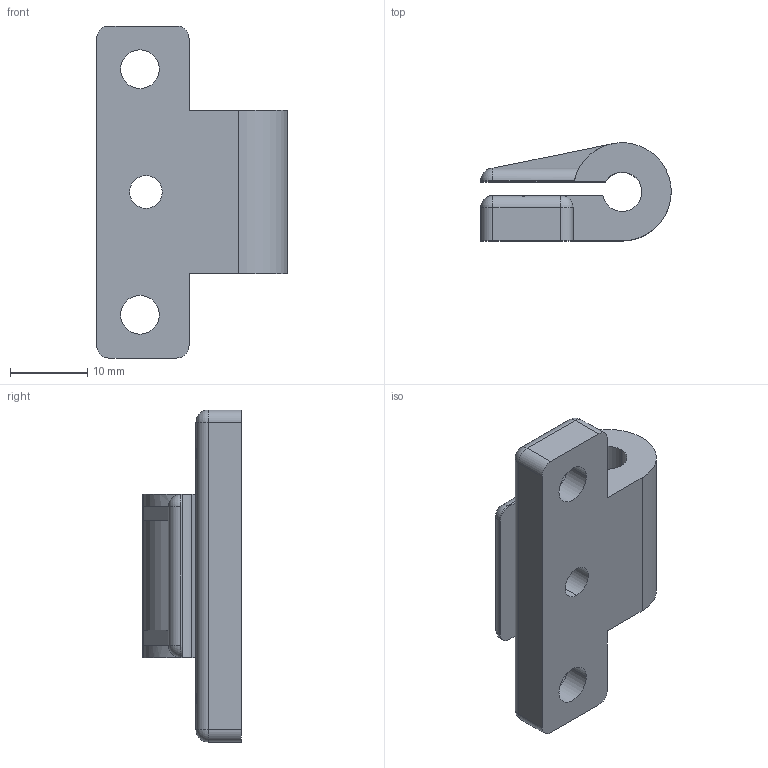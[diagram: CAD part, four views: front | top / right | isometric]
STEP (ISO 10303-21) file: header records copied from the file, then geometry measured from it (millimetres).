
FILE_DESCRIPTION (( 'STEP AP203' ), '1' );
FILE_NAME ('655078a.SLDPRT.step', '2003-10-13T11:35:18', ( 'Jerry Winters' ), ( 'GoEngineer' ), 'SwSTEP 2.0', 'SolidWorks 2003174', '' );
FILE_SCHEMA (( 'CONFIG_CONTROL_DESIGN' ));
Length unit declared in the file: inch
Products named in the file (1): 655078a.SLDPRT
Bounding box: 24.64 x 12.7 x 42.93 mm (x, y, z)
Volume: 5161.4 mm3; surface area: 3682.3 mm2
Topology: 1 solids, 1 shells, 64 faces, 166 edges, 98 vertices
Faces by surface type: cylinder 33, plane 25, sphere 6
Entity records: 2044 total; most frequent: CARTESIAN_POINT 390, DIRECTION 346, ORIENTED_EDGE 320, EDGE_CURVE 160, AXIS2_PLACEMENT_3D 130, VERTEX_POINT 98, LINE 86, VECTOR 86
